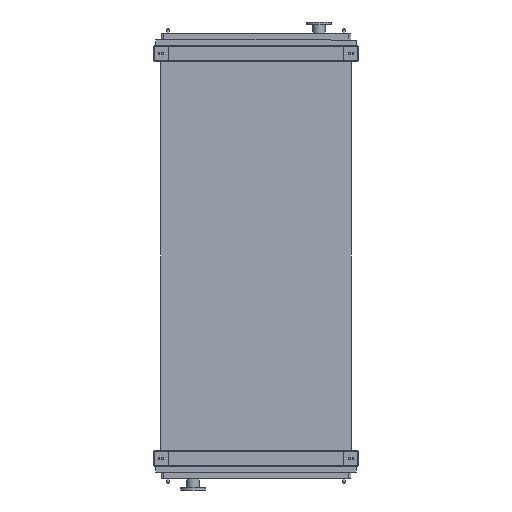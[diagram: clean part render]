
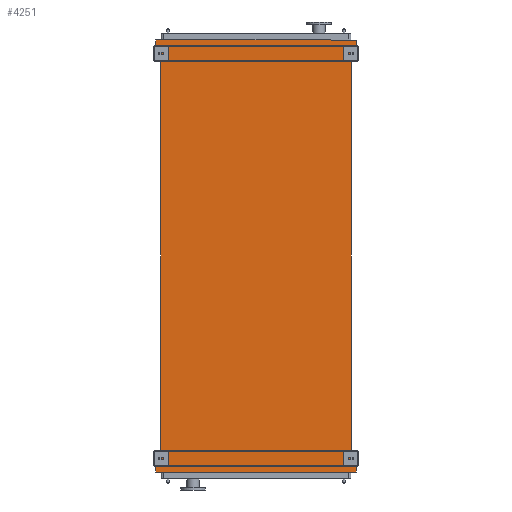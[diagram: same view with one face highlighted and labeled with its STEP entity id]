
A CAD part, front view. The second image highlights one B-rep face of the part: STEP entity #4251.
In plain terms, the highlighted planar face has unit normal (0, -1, 0).
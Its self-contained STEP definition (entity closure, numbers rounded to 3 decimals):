
#139 = CARTESIAN_POINT ( 'NONE',  ( -845., 0., 0. ) ) ;
#215 = CARTESIAN_POINT ( 'NONE',  ( -891., 0., 95. ) ) ;
#272 = ORIENTED_EDGE ( 'NONE', *, *, #9939, .F. ) ;
#404 = LINE ( 'NONE', #215, #24646 ) ;
#973 = ORIENTED_EDGE ( 'NONE', *, *, #9976, .F. ) ;
#1119 = VECTOR ( 'NONE', #17053, 1000. ) ;
#1157 = CARTESIAN_POINT ( 'NONE',  ( 891., 0., 95. ) ) ;
#1487 = CARTESIAN_POINT ( 'NONE',  ( 891., 0., -3745. ) ) ;
#1515 = CARTESIAN_POINT ( 'NONE',  ( -845., 0., 0. ) ) ;
#1787 = LINE ( 'NONE', #3003, #16724 ) ;
#2087 = CARTESIAN_POINT ( 'NONE',  ( -891., 0., 53. ) ) ;
#2185 = DIRECTION ( 'NONE',  ( 0., 0., 1. ) ) ;
#2376 = ORIENTED_EDGE ( 'NONE', *, *, #10129, .F. ) ;
#2834 = CARTESIAN_POINT ( 'NONE',  ( 845., 0., 0. ) ) ;
#2927 = EDGE_CURVE ( 'NONE', #13893, #12840, #404, .T. ) ;
#2933 = VERTEX_POINT ( 'NONE', #23875 ) ;
#3003 = CARTESIAN_POINT ( 'NONE',  ( 891., 0., 95. ) ) ;
#3372 = DIRECTION ( 'NONE',  ( -0.655, 0., -0.755 ) ) ;
#3465 = CARTESIAN_POINT ( 'NONE',  ( 891., 0., 53. ) ) ;
#3514 = DIRECTION ( 'NONE',  ( 0., 0., -1. ) ) ;
#3723 = ORIENTED_EDGE ( 'NONE', *, *, #10480, .F. ) ;
#3964 = CARTESIAN_POINT ( 'NONE',  ( -891., 0., -3745. ) ) ;
#4198 = LINE ( 'NONE', #12184, #23602 ) ;
#4251 = ADVANCED_FACE ( 'NONE', ( #13597 ), #9379, .T. ) ;
#5210 = DIRECTION ( 'NONE',  ( 0., 0., -1. ) ) ;
#5273 = VERTEX_POINT ( 'NONE', #3964 ) ;
#5291 = VECTOR ( 'NONE', #22464, 1000. ) ;
#5375 = DIRECTION ( 'NONE',  ( 0., -1., 0. ) ) ;
#5439 = LINE ( 'NONE', #2087, #21586 ) ;
#6020 = CARTESIAN_POINT ( 'NONE',  ( -845., 0., -3650. ) ) ;
#6279 = CARTESIAN_POINT ( 'NONE',  ( -891., 0., 53. ) ) ;
#6309 = CARTESIAN_POINT ( 'NONE',  ( 845., 0., -3650. ) ) ;
#6650 = CARTESIAN_POINT ( 'NONE',  ( 891., 0., 53. ) ) ;
#6702 = LINE ( 'NONE', #18128, #1119 ) ;
#6715 = EDGE_CURVE ( 'NONE', #21758, #19612, #8976, .T. ) ;
#7159 = DIRECTION ( 'NONE',  ( 0., 0., 1. ) ) ;
#7312 = VECTOR ( 'NONE', #3372, 1000. ) ;
#7619 = VECTOR ( 'NONE', #7159, 1000. ) ;
#7789 = ORIENTED_EDGE ( 'NONE', *, *, #10282, .F. ) ;
#7935 = CARTESIAN_POINT ( 'NONE',  ( 891., 0., -3703. ) ) ;
#8234 = VECTOR ( 'NONE', #24613, 1000. ) ;
#8976 = LINE ( 'NONE', #14196, #19400 ) ;
#9220 = CARTESIAN_POINT ( 'NONE',  ( -845., 0., -3650. ) ) ;
#9379 = PLANE ( 'NONE',  #10625 ) ;
#9380 = EDGE_CURVE ( 'NONE', #14300, #19433, #22427, .T. ) ;
#9905 = EDGE_LOOP ( 'NONE', ( #15500, #272, #973, #16613, #2376, #7789, #13011, #3723, #14130, #19496, #15243, #11589 ) ) ;
#9939 = EDGE_CURVE ( 'NONE', #12162, #19433, #17280, .T. ) ;
#9976 = EDGE_CURVE ( 'NONE', #12840, #12162, #1787, .T. ) ;
#10129 = EDGE_CURVE ( 'NONE', #16513, #13893, #5439, .T. ) ;
#10267 = DIRECTION ( 'NONE',  ( 0.655, 0., 0.755 ) ) ;
#10282 = EDGE_CURVE ( 'NONE', #19612, #16513, #12839, .T. ) ;
#10480 = EDGE_CURVE ( 'NONE', #2933, #21758, #4198, .T. ) ;
#10625 = AXIS2_PLACEMENT_3D ( 'NONE', #9220, #5375, #5210 ) ;
#10742 = LINE ( 'NONE', #15157, #19961 ) ;
#10789 = EDGE_CURVE ( 'NONE', #5273, #2933, #6702, .T. ) ;
#10868 = EDGE_CURVE ( 'NONE', #12819, #5273, #10742, .T. ) ;
#10881 = DIRECTION ( 'NONE',  ( 0., 0., -1. ) ) ;
#10919 = VECTOR ( 'NONE', #10881, 1000. ) ;
#11027 = EDGE_CURVE ( 'NONE', #21618, #12819, #15764, .T. ) ;
#11296 = EDGE_CURVE ( 'NONE', #14300, #21618, #20310, .T. ) ;
#11584 = CARTESIAN_POINT ( 'NONE',  ( 891., 0., -3703. ) ) ;
#11589 = ORIENTED_EDGE ( 'NONE', *, *, #11296, .F. ) ;
#12162 = VERTEX_POINT ( 'NONE', #6650 ) ;
#12184 = CARTESIAN_POINT ( 'NONE',  ( -891., 0., -3703. ) ) ;
#12819 = VERTEX_POINT ( 'NONE', #1487 ) ;
#12839 = LINE ( 'NONE', #139, #8234 ) ;
#12840 = VERTEX_POINT ( 'NONE', #1157 ) ;
#13011 = ORIENTED_EDGE ( 'NONE', *, *, #6715, .F. ) ;
#13597 = FACE_OUTER_BOUND ( 'NONE', #9905, .T. ) ;
#13893 = VERTEX_POINT ( 'NONE', #22845 ) ;
#14130 = ORIENTED_EDGE ( 'NONE', *, *, #10789, .F. ) ;
#14168 = DIRECTION ( 'NONE',  ( 0., 0., 1. ) ) ;
#14196 = CARTESIAN_POINT ( 'NONE',  ( -845., 0., -3650. ) ) ;
#14300 = VERTEX_POINT ( 'NONE', #16090 ) ;
#14885 = DIRECTION ( 'NONE',  ( -1., 0., 0. ) ) ;
#15157 = CARTESIAN_POINT ( 'NONE',  ( 891., 0., -3745. ) ) ;
#15243 = ORIENTED_EDGE ( 'NONE', *, *, #11027, .F. ) ;
#15500 = ORIENTED_EDGE ( 'NONE', *, *, #9380, .T. ) ;
#15764 = LINE ( 'NONE', #11584, #10919 ) ;
#16090 = CARTESIAN_POINT ( 'NONE',  ( 845., 0., -3650. ) ) ;
#16513 = VERTEX_POINT ( 'NONE', #6279 ) ;
#16613 = ORIENTED_EDGE ( 'NONE', *, *, #2927, .F. ) ;
#16724 = VECTOR ( 'NONE', #3514, 1000. ) ;
#17053 = DIRECTION ( 'NONE',  ( 0., 0., 1. ) ) ;
#17280 = LINE ( 'NONE', #3465, #7312 ) ;
#18128 = CARTESIAN_POINT ( 'NONE',  ( -891., 0., -3745. ) ) ;
#19400 = VECTOR ( 'NONE', #14168, 1000. ) ;
#19433 = VERTEX_POINT ( 'NONE', #2834 ) ;
#19496 = ORIENTED_EDGE ( 'NONE', *, *, #10868, .F. ) ;
#19612 = VERTEX_POINT ( 'NONE', #1515 ) ;
#19961 = VECTOR ( 'NONE', #14885, 1000. ) ;
#20310 = LINE ( 'NONE', #22217, #5291 ) ;
#21586 = VECTOR ( 'NONE', #2185, 1000. ) ;
#21618 = VERTEX_POINT ( 'NONE', #7935 ) ;
#21758 = VERTEX_POINT ( 'NONE', #6020 ) ;
#22217 = CARTESIAN_POINT ( 'NONE',  ( 845., 0., -3650. ) ) ;
#22427 = LINE ( 'NONE', #6309, #7619 ) ;
#22464 = DIRECTION ( 'NONE',  ( 0.655, 0., -0.755 ) ) ;
#22845 = CARTESIAN_POINT ( 'NONE',  ( -891., 0., 95. ) ) ;
#23290 = DIRECTION ( 'NONE',  ( 1., 0., 0. ) ) ;
#23602 = VECTOR ( 'NONE', #10267, 1000. ) ;
#23875 = CARTESIAN_POINT ( 'NONE',  ( -891., 0., -3703. ) ) ;
#24613 = DIRECTION ( 'NONE',  ( -0.655, 0., 0.755 ) ) ;
#24646 = VECTOR ( 'NONE', #23290, 1000. ) ;
